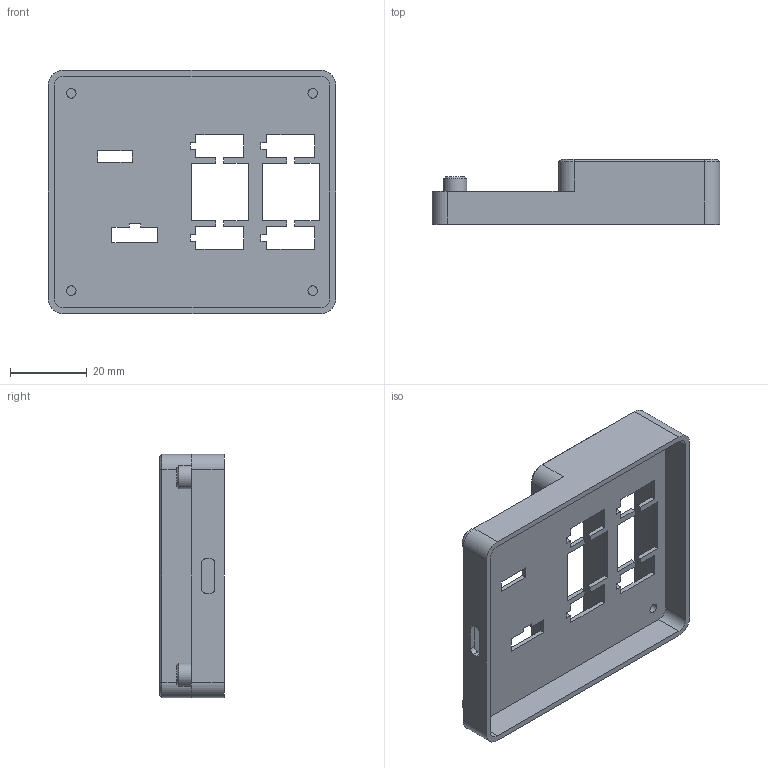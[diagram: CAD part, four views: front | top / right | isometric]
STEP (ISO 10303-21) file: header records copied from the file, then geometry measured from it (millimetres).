
FILE_DESCRIPTION(/* description */ (''),/* implementation_level */ '2;1');
FILE_NAME(/* name */ 'mounting_plate.step',/* time_stamp */ '2025-05-10T10:57:56+01:00',/* author */ (''),/* organization */ (''),/* preprocessor_version */ 'ST-DEVELOPER v20.1',/* originating_system */ 'Autodesk Translation Framework v14.4.0.0',/* authorisation */ '');
FILE_SCHEMA (('AUTOMOTIVE_DESIGN { 1 0 10303 214 3 1 1 }'));
Length unit declared in the file: millimetre
Products named in the file (1): mounting_plate
Bounding box: 75 x 16.91 x 63.5 mm (x, y, z)
Volume: 15444.2 mm3; surface area: 16703.5 mm2
Topology: 1 solids, 1 shells, 393 faces, 1080 edges, 717 vertices
Faces by surface type: plane 223, bspline 134, cylinder 30, cone 6
Full cylindrical faces by diameter (mm): 2.5 x4, 6 x2
Entity records: 13661 total; most frequent: CARTESIAN_POINT 4469, ORIENTED_EDGE 2160, DIRECTION 1398, EDGE_CURVE 1080, LINE 746, VECTOR 746, VERTEX_POINT 717, EDGE_LOOP 431
